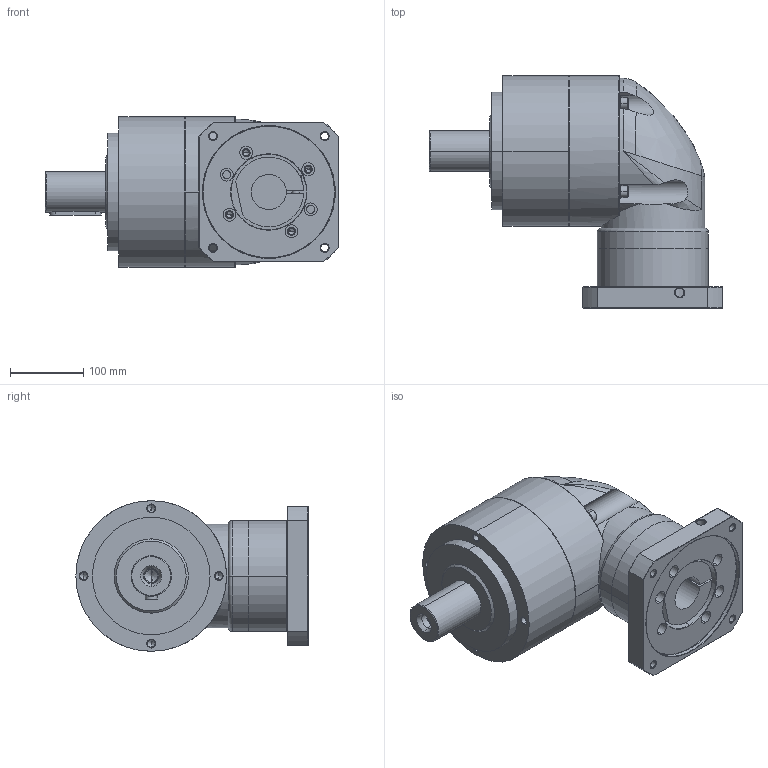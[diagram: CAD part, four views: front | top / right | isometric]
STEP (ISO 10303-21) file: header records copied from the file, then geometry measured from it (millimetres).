
FILE_DESCRIPTION((''),'2;1');
FILE_NAME('AER2051-P0403600601_ASM','2008-09-08T',('d00080'),(''),'PRO/ENGINEER BY PARAMETRIC TECHNOLOGY CORPORATION, 2006170','PRO/ENGINEER BY PARAMETRIC TECHNOLOGY CORPORATION, 2006170','');
FILE_SCHEMA(('CONFIG_CONTROL_DESIGN'));
Length unit declared in the file: millimetre
Products named in the file (8): AE205-1; PD160001; 233100006; 220100916; HOUSING-SET-6_ASM; P1305600001; P0403600601; AER2051-P0403600601_ASM
Assembly tree (13 placements, depth 3):
  AER2051-P0403600601_ASM
    AE205-1
    HOUSING-SET-6_ASM
      PD160001
      233100006  x4
      220100916  x4
    P1305600001
    P0403600601
Bounding box: 399 x 316 x 205 mm (x, y, z)
Volume: 9650258 mm3; surface area: 588114 mm2
Topology: 12 solids, 34 shells, 527 faces, 1219 edges, 747 vertices
Faces by surface type: cylinder 238, plane 152, cone 96, torus 23, bspline 18
Entity records: 13159 total; most frequent: CARTESIAN_POINT 3264, DIRECTION 2220, ORIENTED_EDGE 1810, EDGE_CURVE 949, AXIS2_PLACEMENT_3D 931, VERTEX_POINT 609, EDGE_LOOP 512, CIRCLE 498
